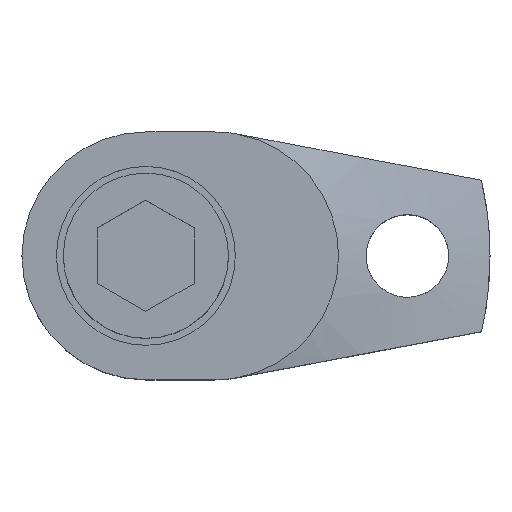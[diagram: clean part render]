
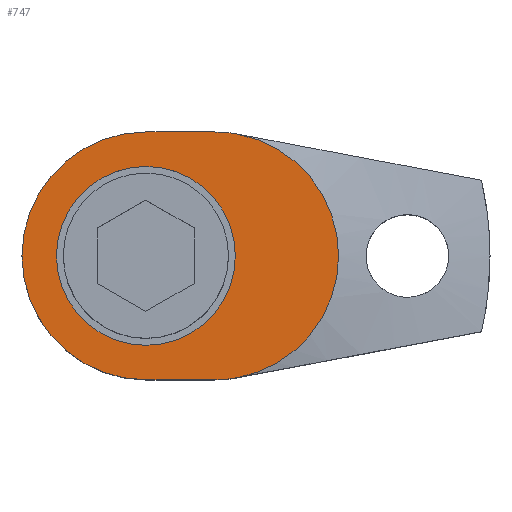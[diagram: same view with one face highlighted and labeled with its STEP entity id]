
A CAD part, top view. The second image highlights one B-rep face of the part: STEP entity #747.
In plain terms, the highlighted planar face has unit normal (0, 0, 1).
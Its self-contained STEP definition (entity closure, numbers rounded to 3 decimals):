
#21 = CIRCLE ( 'NONE', #853, 18. ) ;
#28 = VERTEX_POINT ( 'NONE', #879 ) ;
#69 = VERTEX_POINT ( 'NONE', #401 ) ;
#83 = CARTESIAN_POINT ( 'NONE',  ( 13.338, -17.688, 60. ) ) ;
#93 = VERTEX_POINT ( 'NONE', #280 ) ;
#98 = AXIS2_PLACEMENT_3D ( 'NONE', #966, #599, #1079 ) ;
#100 = AXIS2_PLACEMENT_3D ( 'NONE', #904, #1133, #800 ) ;
#183 = CARTESIAN_POINT ( 'NONE',  ( 0., 18., 60. ) ) ;
#216 = CARTESIAN_POINT ( 'NONE',  ( 10., 0., 60. ) ) ;
#244 = AXIS2_PLACEMENT_3D ( 'NONE', #1442, #617, #851 ) ;
#247 = ORIENTED_EDGE ( 'NONE', *, *, #932, .T. ) ;
#263 = VERTEX_POINT ( 'NONE', #83 ) ;
#264 = DIRECTION ( 'NONE',  ( 0., 0., 1. ) ) ;
#280 = CARTESIAN_POINT ( 'NONE',  ( 10., 18., 60. ) ) ;
#288 = DIRECTION ( 'NONE',  ( 1., 0., 0. ) ) ;
#290 = DIRECTION ( 'NONE',  ( 0., 0., 1. ) ) ;
#292 = VERTEX_POINT ( 'NONE', #183 ) ;
#308 = CARTESIAN_POINT ( 'NONE',  ( 0., 0., 60. ) ) ;
#334 = CARTESIAN_POINT ( 'NONE',  ( -18., 0., 60. ) ) ;
#338 = DIRECTION ( 'NONE',  ( -1., 0., 0. ) ) ;
#341 = CARTESIAN_POINT ( 'NONE',  ( 0., 0., 60. ) ) ;
#354 = ORIENTED_EDGE ( 'NONE', *, *, #1418, .T. ) ;
#381 = CARTESIAN_POINT ( 'NONE',  ( 10., -18., 60. ) ) ;
#384 = EDGE_CURVE ( 'NONE', #1220, #989, #581, .T. ) ;
#401 = CARTESIAN_POINT ( 'NONE',  ( -13., 0., 60. ) ) ;
#450 = LINE ( 'NONE', #1514, #728 ) ;
#456 = AXIS2_PLACEMENT_3D ( 'NONE', #341, #946, #709 ) ;
#487 = FACE_OUTER_BOUND ( 'NONE', #600, .T. ) ;
#502 = AXIS2_PLACEMENT_3D ( 'NONE', #216, #1071, #338 ) ;
#533 = AXIS2_PLACEMENT_3D ( 'NONE', #308, #290, #541 ) ;
#541 = DIRECTION ( 'NONE',  ( 1., 0., 0. ) ) ;
#544 = VERTEX_POINT ( 'NONE', #381 ) ;
#546 = EDGE_CURVE ( 'NONE', #1106, #93, #21, .T. ) ;
#581 = CIRCLE ( 'NONE', #811, 18. ) ;
#597 = ORIENTED_EDGE ( 'NONE', *, *, #384, .T. ) ;
#599 = DIRECTION ( 'NONE',  ( 0., 0., 1. ) ) ;
#600 = EDGE_LOOP ( 'NONE', ( #354, #847, #1276, #712, #761, #597, #247 ) ) ;
#617 = DIRECTION ( 'NONE',  ( 0., 0., 1. ) ) ;
#685 = CIRCLE ( 'NONE', #456, 13. ) ;
#696 = EDGE_CURVE ( 'NONE', #69, #28, #685, .T. ) ;
#709 = DIRECTION ( 'NONE',  ( 1., 0., 0. ) ) ;
#712 = ORIENTED_EDGE ( 'NONE', *, *, #1008, .T. ) ;
#721 = FACE_BOUND ( 'NONE', #1157, .T. ) ;
#728 = VECTOR ( 'NONE', #1401, 1000. ) ;
#738 = DIRECTION ( 'NONE',  ( 1., 0., 0. ) ) ;
#740 = DIRECTION ( 'NONE',  ( 1., 0., 0. ) ) ;
#747 = ADVANCED_FACE ( 'NONE', ( #721, #487 ), #973, .T. ) ;
#761 = ORIENTED_EDGE ( 'NONE', *, *, #1449, .T. ) ;
#764 = CIRCLE ( 'NONE', #100, 18. ) ;
#800 = DIRECTION ( 'NONE',  ( 1., 0., 0. ) ) ;
#811 = AXIS2_PLACEMENT_3D ( 'NONE', #1027, #1293, #288 ) ;
#847 = ORIENTED_EDGE ( 'NONE', *, *, #885, .F. ) ;
#851 = DIRECTION ( 'NONE',  ( 1., 0., 0. ) ) ;
#853 = AXIS2_PLACEMENT_3D ( 'NONE', #1454, #264, #740 ) ;
#856 = CARTESIAN_POINT ( 'NONE',  ( 0., -18., 60. ) ) ;
#879 = CARTESIAN_POINT ( 'NONE',  ( 13., 0., 60. ) ) ;
#885 = EDGE_CURVE ( 'NONE', #1106, #263, #1188, .T. ) ;
#904 = CARTESIAN_POINT ( 'NONE',  ( 10., 0., 60. ) ) ;
#912 = CIRCLE ( 'NONE', #244, 13. ) ;
#932 = EDGE_CURVE ( 'NONE', #989, #544, #1463, .T. ) ;
#946 = DIRECTION ( 'NONE',  ( 0., 0., 1. ) ) ;
#966 = CARTESIAN_POINT ( 'NONE',  ( 0., 0., 60. ) ) ;
#973 = PLANE ( 'NONE',  #98 ) ;
#989 = VERTEX_POINT ( 'NONE', #1505 ) ;
#1008 = EDGE_CURVE ( 'NONE', #93, #292, #450, .T. ) ;
#1027 = CARTESIAN_POINT ( 'NONE',  ( 0., 0., 60. ) ) ;
#1071 = DIRECTION ( 'NONE',  ( 0., 0., -1. ) ) ;
#1079 = DIRECTION ( 'NONE',  ( 1., 0., 0. ) ) ;
#1106 = VERTEX_POINT ( 'NONE', #1508 ) ;
#1133 = DIRECTION ( 'NONE',  ( 0., 0., 1. ) ) ;
#1157 = EDGE_LOOP ( 'NONE', ( #1277, #1181 ) ) ;
#1181 = ORIENTED_EDGE ( 'NONE', *, *, #696, .F. ) ;
#1188 = CIRCLE ( 'NONE', #502, 18. ) ;
#1220 = VERTEX_POINT ( 'NONE', #334 ) ;
#1251 = EDGE_CURVE ( 'NONE', #28, #69, #912, .T. ) ;
#1267 = VECTOR ( 'NONE', #738, 1000. ) ;
#1276 = ORIENTED_EDGE ( 'NONE', *, *, #546, .T. ) ;
#1277 = ORIENTED_EDGE ( 'NONE', *, *, #1251, .F. ) ;
#1293 = DIRECTION ( 'NONE',  ( 0., 0., 1. ) ) ;
#1401 = DIRECTION ( 'NONE',  ( -1., 0., 0. ) ) ;
#1418 = EDGE_CURVE ( 'NONE', #544, #263, #764, .T. ) ;
#1430 = CIRCLE ( 'NONE', #533, 18. ) ;
#1442 = CARTESIAN_POINT ( 'NONE',  ( 0., 0., 60. ) ) ;
#1449 = EDGE_CURVE ( 'NONE', #292, #1220, #1430, .T. ) ;
#1454 = CARTESIAN_POINT ( 'NONE',  ( 10., 0., 60. ) ) ;
#1463 = LINE ( 'NONE', #856, #1267 ) ;
#1505 = CARTESIAN_POINT ( 'NONE',  ( 0., -18., 60. ) ) ;
#1508 = CARTESIAN_POINT ( 'NONE',  ( 13.338, 17.688, 60. ) ) ;
#1514 = CARTESIAN_POINT ( 'NONE',  ( 10., 18., 60. ) ) ;
